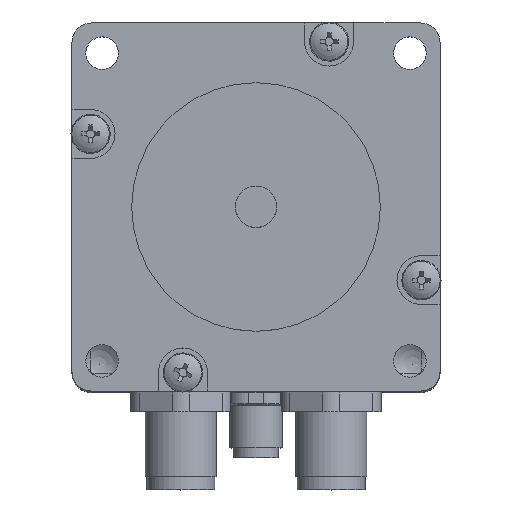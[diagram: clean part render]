
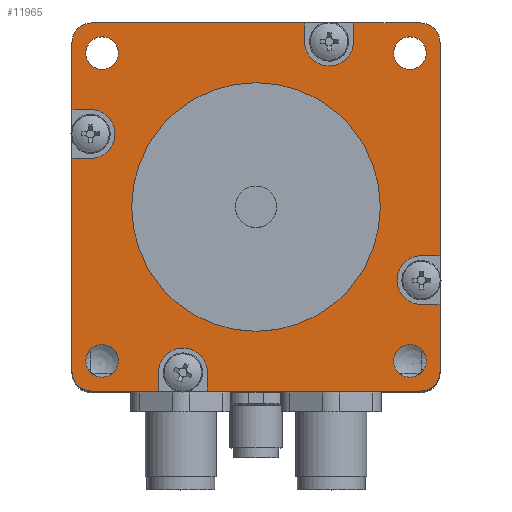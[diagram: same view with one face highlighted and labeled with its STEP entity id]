
A CAD part, top view. The second image highlights one B-rep face of the part: STEP entity #11965.
In plain terms, the highlighted planar face has unit normal (0, 0, 1).
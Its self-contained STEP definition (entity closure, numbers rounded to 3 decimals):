
#1151=LINE('',#20707,#2008);
#1154=LINE('',#20712,#2011);
#1163=LINE('',#20734,#2020);
#1169=LINE('',#20746,#2026);
#1178=LINE('',#20768,#2035);
#1181=LINE('',#20773,#2038);
#1190=LINE('',#20795,#2047);
#1196=LINE('',#20807,#2053);
#1233=LINE('',#20907,#2090);
#1236=LINE('',#20914,#2093);
#1238=LINE('',#20919,#2095);
#1242=LINE('',#20929,#2099);
#1244=LINE('',#20934,#2101);
#1248=LINE('',#20944,#2105);
#1249=LINE('',#20948,#2106);
#1250=LINE('',#20951,#2107);
#2008=VECTOR('',#16400,32.65);
#2011=VECTOR('',#16403,10.25);
#2020=VECTOR('',#16422,32.65);
#2026=VECTOR('',#16428,10.25);
#2035=VECTOR('',#16447,32.65);
#2038=VECTOR('',#16450,10.25);
#2047=VECTOR('',#16469,32.65);
#2053=VECTOR('',#16475,10.25);
#2090=VECTOR('',#16590,2.85);
#2093=VECTOR('',#16599,2.85);
#2095=VECTOR('',#16603,2.85);
#2099=VECTOR('',#16615,2.85);
#2101=VECTOR('',#16619,2.85);
#2105=VECTOR('',#16631,2.85);
#2106=VECTOR('',#16636,2.85);
#2107=VECTOR('',#16639,2.85);
#2459=PLANE('',#13253);
#2922=FACE_BOUND('',#4444,.T.);
#2923=FACE_BOUND('',#4445,.T.);
#2924=FACE_BOUND('',#4446,.T.);
#2925=FACE_BOUND('',#4447,.T.);
#2926=FACE_BOUND('',#4448,.T.);
#3561=FACE_OUTER_BOUND('',#4443,.T.);
#4443=EDGE_LOOP('',(#10953,#10954,#10955,#10956,#10957,#10958,#10959,#10960,
#10961,#10962,#10963,#10964,#10965,#10966,#10967,#10968,#10969,#10970,#10971,
#10972,#10973,#10974,#10975,#10976));
#4444=EDGE_LOOP('',(#10977));
#4445=EDGE_LOOP('',(#10978));
#4446=EDGE_LOOP('',(#10979));
#4447=EDGE_LOOP('',(#10980));
#4448=EDGE_LOOP('',(#10981));
#5140=CIRCLE('',#13241,3.75);
#5142=CIRCLE('',#13246,3.75);
#5144=CIRCLE('',#13251,3.75);
#5145=CIRCLE('',#13254,3.);
#5146=CIRCLE('',#13255,3.75);
#5147=CIRCLE('',#13256,3.);
#5148=CIRCLE('',#13257,3.);
#5149=CIRCLE('',#13258,3.);
#5150=CIRCLE('',#13259,2.5);
#5151=CIRCLE('',#13260,2.5);
#5152=CIRCLE('',#13261,2.5);
#5153=CIRCLE('',#13262,2.5);
#5154=CIRCLE('',#13263,19.05);
#6171=VERTEX_POINT('',#20704);
#6172=VERTEX_POINT('',#20706);
#6173=VERTEX_POINT('',#20709);
#6174=VERTEX_POINT('',#20711);
#6181=VERTEX_POINT('',#20731);
#6182=VERTEX_POINT('',#20733);
#6187=VERTEX_POINT('',#20743);
#6188=VERTEX_POINT('',#20745);
#6195=VERTEX_POINT('',#20765);
#6196=VERTEX_POINT('',#20767);
#6197=VERTEX_POINT('',#20770);
#6198=VERTEX_POINT('',#20772);
#6205=VERTEX_POINT('',#20792);
#6206=VERTEX_POINT('',#20794);
#6211=VERTEX_POINT('',#20804);
#6212=VERTEX_POINT('',#20806);
#6236=VERTEX_POINT('',#20906);
#6237=VERTEX_POINT('',#20910);
#6239=VERTEX_POINT('',#20918);
#6241=VERTEX_POINT('',#20924);
#6243=VERTEX_POINT('',#20933);
#6245=VERTEX_POINT('',#20939);
#6246=VERTEX_POINT('',#20947);
#6247=VERTEX_POINT('',#20949);
#6248=VERTEX_POINT('',#20955);
#6249=VERTEX_POINT('',#20957);
#6250=VERTEX_POINT('',#20959);
#6251=VERTEX_POINT('',#20961);
#6252=VERTEX_POINT('',#20963);
#7729=EDGE_CURVE('',#6171,#6172,#1151,.T.);
#7732=EDGE_CURVE('',#6173,#6174,#1154,.T.);
#7743=EDGE_CURVE('',#6181,#6182,#1163,.T.);
#7749=EDGE_CURVE('',#6187,#6188,#1169,.T.);
#7760=EDGE_CURVE('',#6195,#6196,#1178,.T.);
#7763=EDGE_CURVE('',#6197,#6198,#1181,.T.);
#7774=EDGE_CURVE('',#6205,#6206,#1190,.T.);
#7780=EDGE_CURVE('',#6211,#6212,#1196,.T.);
#7830=EDGE_CURVE('',#6236,#6172,#1233,.T.);
#7832=EDGE_CURVE('',#6237,#6236,#5140,.T.);
#7834=EDGE_CURVE('',#6173,#6237,#1236,.T.);
#7836=EDGE_CURVE('',#6239,#6206,#1238,.T.);
#7839=EDGE_CURVE('',#6241,#6239,#5142,.T.);
#7842=EDGE_CURVE('',#6211,#6241,#1242,.T.);
#7844=EDGE_CURVE('',#6243,#6182,#1244,.T.);
#7847=EDGE_CURVE('',#6245,#6243,#5144,.T.);
#7850=EDGE_CURVE('',#6187,#6245,#1248,.T.);
#7851=EDGE_CURVE('',#6198,#6171,#5145,.T.);
#7852=EDGE_CURVE('',#6197,#6246,#1249,.T.);
#7853=EDGE_CURVE('',#6246,#6247,#5146,.T.);
#7854=EDGE_CURVE('',#6247,#6196,#1250,.T.);
#7855=EDGE_CURVE('',#6188,#6195,#5147,.T.);
#7856=EDGE_CURVE('',#6212,#6181,#5148,.T.);
#7857=EDGE_CURVE('',#6174,#6205,#5149,.T.);
#7858=EDGE_CURVE('',#6248,#6248,#5150,.T.);
#7859=EDGE_CURVE('',#6249,#6249,#5151,.T.);
#7860=EDGE_CURVE('',#6250,#6250,#5152,.T.);
#7861=EDGE_CURVE('',#6251,#6251,#5153,.T.);
#7862=EDGE_CURVE('',#6252,#6252,#5154,.T.);
#10953=ORIENTED_EDGE('',*,*,#7834,.T.);
#10954=ORIENTED_EDGE('',*,*,#7832,.T.);
#10955=ORIENTED_EDGE('',*,*,#7830,.T.);
#10956=ORIENTED_EDGE('',*,*,#7729,.F.);
#10957=ORIENTED_EDGE('',*,*,#7851,.F.);
#10958=ORIENTED_EDGE('',*,*,#7763,.F.);
#10959=ORIENTED_EDGE('',*,*,#7852,.T.);
#10960=ORIENTED_EDGE('',*,*,#7853,.T.);
#10961=ORIENTED_EDGE('',*,*,#7854,.T.);
#10962=ORIENTED_EDGE('',*,*,#7760,.F.);
#10963=ORIENTED_EDGE('',*,*,#7855,.F.);
#10964=ORIENTED_EDGE('',*,*,#7749,.F.);
#10965=ORIENTED_EDGE('',*,*,#7850,.T.);
#10966=ORIENTED_EDGE('',*,*,#7847,.T.);
#10967=ORIENTED_EDGE('',*,*,#7844,.T.);
#10968=ORIENTED_EDGE('',*,*,#7743,.F.);
#10969=ORIENTED_EDGE('',*,*,#7856,.F.);
#10970=ORIENTED_EDGE('',*,*,#7780,.F.);
#10971=ORIENTED_EDGE('',*,*,#7842,.T.);
#10972=ORIENTED_EDGE('',*,*,#7839,.T.);
#10973=ORIENTED_EDGE('',*,*,#7836,.T.);
#10974=ORIENTED_EDGE('',*,*,#7774,.F.);
#10975=ORIENTED_EDGE('',*,*,#7857,.F.);
#10976=ORIENTED_EDGE('',*,*,#7732,.F.);
#10977=ORIENTED_EDGE('',*,*,#7858,.T.);
#10978=ORIENTED_EDGE('',*,*,#7859,.T.);
#10979=ORIENTED_EDGE('',*,*,#7860,.T.);
#10980=ORIENTED_EDGE('',*,*,#7861,.T.);
#10981=ORIENTED_EDGE('',*,*,#7862,.T.);
#11965=ADVANCED_FACE('',(#3561,#2922,#2923,#2924,#2925,#2926),#2459,.T.);
#13241=AXIS2_PLACEMENT_3D('',#20911,#16594,#16595);
#13246=AXIS2_PLACEMENT_3D('',#20925,#16609,#16610);
#13251=AXIS2_PLACEMENT_3D('',#20940,#16625,#16626);
#13253=AXIS2_PLACEMENT_3D('',#20945,#16632,#16633);
#13254=AXIS2_PLACEMENT_3D('',#20946,#16634,#16635);
#13255=AXIS2_PLACEMENT_3D('',#20950,#16637,#16638);
#13256=AXIS2_PLACEMENT_3D('',#20952,#16640,#16641);
#13257=AXIS2_PLACEMENT_3D('',#20953,#16642,#16643);
#13258=AXIS2_PLACEMENT_3D('',#20954,#16644,#16645);
#13259=AXIS2_PLACEMENT_3D('',#20956,#16646,#16647);
#13260=AXIS2_PLACEMENT_3D('',#20958,#16648,#16649);
#13261=AXIS2_PLACEMENT_3D('',#20960,#16650,#16651);
#13262=AXIS2_PLACEMENT_3D('',#20962,#16652,#16653);
#13263=AXIS2_PLACEMENT_3D('',#20964,#16654,#16655);
#16400=DIRECTION('',(0.,1.,0.));
#16403=DIRECTION('',(0.,1.,0.));
#16422=DIRECTION('',(0.,-1.,0.));
#16428=DIRECTION('',(0.,-1.,0.));
#16447=DIRECTION('',(-1.,0.,0.));
#16450=DIRECTION('',(-1.,0.,0.));
#16469=DIRECTION('',(1.,0.,0.));
#16475=DIRECTION('',(1.,0.,0.));
#16590=DIRECTION('',(-1.,0.,0.));
#16594=DIRECTION('center_axis',(0.,0.,-1.));
#16595=DIRECTION('ref_axis',(0.,-1.,0.));
#16599=DIRECTION('',(1.,0.,0.));
#16603=DIRECTION('',(0.,1.,0.));
#16609=DIRECTION('center_axis',(0.,0.,-1.));
#16610=DIRECTION('ref_axis',(-1.,0.,0.));
#16615=DIRECTION('',(0.,-1.,0.));
#16619=DIRECTION('',(1.,0.,0.));
#16625=DIRECTION('center_axis',(0.,0.,-1.));
#16626=DIRECTION('ref_axis',(0.,1.,0.));
#16631=DIRECTION('',(-1.,0.,0.));
#16632=DIRECTION('center_axis',(0.,0.,1.));
#16633=DIRECTION('ref_axis',(1.,0.,0.));
#16634=DIRECTION('center_axis',(0.,0.,-1.));
#16635=DIRECTION('ref_axis',(-0.707,-0.707,0.));
#16636=DIRECTION('',(0.,1.,0.));
#16637=DIRECTION('center_axis',(0.,0.,-1.));
#16638=DIRECTION('ref_axis',(1.,0.,0.));
#16639=DIRECTION('',(0.,-1.,0.));
#16640=DIRECTION('center_axis',(0.,0.,-1.));
#16641=DIRECTION('ref_axis',(0.707,-0.707,0.));
#16642=DIRECTION('center_axis',(0.,0.,-1.));
#16643=DIRECTION('ref_axis',(0.707,0.707,0.));
#16644=DIRECTION('center_axis',(0.,0.,-1.));
#16645=DIRECTION('ref_axis',(-0.707,0.707,0.));
#16646=DIRECTION('center_axis',(0.,0.,-1.));
#16647=DIRECTION('ref_axis',(1.,0.,0.));
#16648=DIRECTION('center_axis',(0.,0.,-1.));
#16649=DIRECTION('ref_axis',(1.,0.,0.));
#16650=DIRECTION('center_axis',(0.,0.,-1.));
#16651=DIRECTION('ref_axis',(1.,0.,0.));
#16652=DIRECTION('center_axis',(0.,0.,-1.));
#16653=DIRECTION('ref_axis',(1.,0.,0.));
#16654=DIRECTION('center_axis',(0.,0.,-1.));
#16655=DIRECTION('ref_axis',(-1.,0.,0.));
#20704=CARTESIAN_POINT('',(-28.2,-25.2,11.));
#20706=CARTESIAN_POINT('',(-28.2,7.45,11.));
#20707=CARTESIAN_POINT('',(-28.2,-25.2,11.));
#20709=CARTESIAN_POINT('',(-28.2,14.95,11.));
#20711=CARTESIAN_POINT('',(-28.2,25.2,11.));
#20712=CARTESIAN_POINT('',(-28.2,14.95,11.));
#20731=CARTESIAN_POINT('',(28.2,25.2,11.));
#20733=CARTESIAN_POINT('',(28.2,-7.45,11.));
#20734=CARTESIAN_POINT('',(28.2,25.2,11.));
#20743=CARTESIAN_POINT('',(28.2,-14.95,11.));
#20745=CARTESIAN_POINT('',(28.2,-25.2,11.));
#20746=CARTESIAN_POINT('',(28.2,-14.95,11.));
#20765=CARTESIAN_POINT('',(25.2,-28.2,11.));
#20767=CARTESIAN_POINT('',(-7.45,-28.2,11.));
#20768=CARTESIAN_POINT('',(25.2,-28.2,11.));
#20770=CARTESIAN_POINT('',(-14.95,-28.2,11.));
#20772=CARTESIAN_POINT('',(-25.2,-28.2,11.));
#20773=CARTESIAN_POINT('',(-14.95,-28.2,11.));
#20792=CARTESIAN_POINT('',(-25.2,28.2,11.));
#20794=CARTESIAN_POINT('',(7.45,28.2,11.));
#20795=CARTESIAN_POINT('',(-25.2,28.2,11.));
#20804=CARTESIAN_POINT('',(14.95,28.2,11.));
#20806=CARTESIAN_POINT('',(25.2,28.2,11.));
#20807=CARTESIAN_POINT('',(14.95,28.2,11.));
#20906=CARTESIAN_POINT('',(-25.35,7.45,11.));
#20907=CARTESIAN_POINT('',(-25.35,7.45,11.));
#20910=CARTESIAN_POINT('',(-25.35,14.95,11.));
#20911=CARTESIAN_POINT('Origin',(-25.35,11.2,11.));
#20914=CARTESIAN_POINT('',(-28.2,14.95,11.));
#20918=CARTESIAN_POINT('',(7.45,25.35,11.));
#20919=CARTESIAN_POINT('',(7.45,25.35,11.));
#20924=CARTESIAN_POINT('',(14.95,25.35,11.));
#20925=CARTESIAN_POINT('Origin',(11.2,25.35,11.));
#20929=CARTESIAN_POINT('',(14.95,28.2,11.));
#20933=CARTESIAN_POINT('',(25.35,-7.45,11.));
#20934=CARTESIAN_POINT('',(25.35,-7.45,11.));
#20939=CARTESIAN_POINT('',(25.35,-14.95,11.));
#20940=CARTESIAN_POINT('Origin',(25.35,-11.2,11.));
#20944=CARTESIAN_POINT('',(28.2,-14.95,11.));
#20945=CARTESIAN_POINT('Origin',(0.,0.,11.));
#20946=CARTESIAN_POINT('Origin',(-25.2,-25.2,11.));
#20947=CARTESIAN_POINT('',(-14.95,-25.35,11.));
#20948=CARTESIAN_POINT('',(-14.95,-28.2,11.));
#20949=CARTESIAN_POINT('',(-7.45,-25.35,11.));
#20950=CARTESIAN_POINT('Origin',(-11.2,-25.35,11.));
#20951=CARTESIAN_POINT('',(-7.45,-25.35,11.));
#20952=CARTESIAN_POINT('Origin',(25.2,-25.2,11.));
#20953=CARTESIAN_POINT('Origin',(25.2,25.2,11.));
#20954=CARTESIAN_POINT('Origin',(-25.2,25.2,11.));
#20955=CARTESIAN_POINT('',(26.07,-23.57,11.));
#20956=CARTESIAN_POINT('Origin',(23.57,-23.57,11.));
#20957=CARTESIAN_POINT('',(26.07,23.57,11.));
#20958=CARTESIAN_POINT('Origin',(23.57,23.57,11.));
#20959=CARTESIAN_POINT('',(-21.07,-23.57,11.));
#20960=CARTESIAN_POINT('Origin',(-23.57,-23.57,11.));
#20961=CARTESIAN_POINT('',(-21.07,23.57,11.));
#20962=CARTESIAN_POINT('Origin',(-23.57,23.57,11.));
#20963=CARTESIAN_POINT('',(19.05,0.,11.));
#20964=CARTESIAN_POINT('Origin',(0.,0.,11.));
